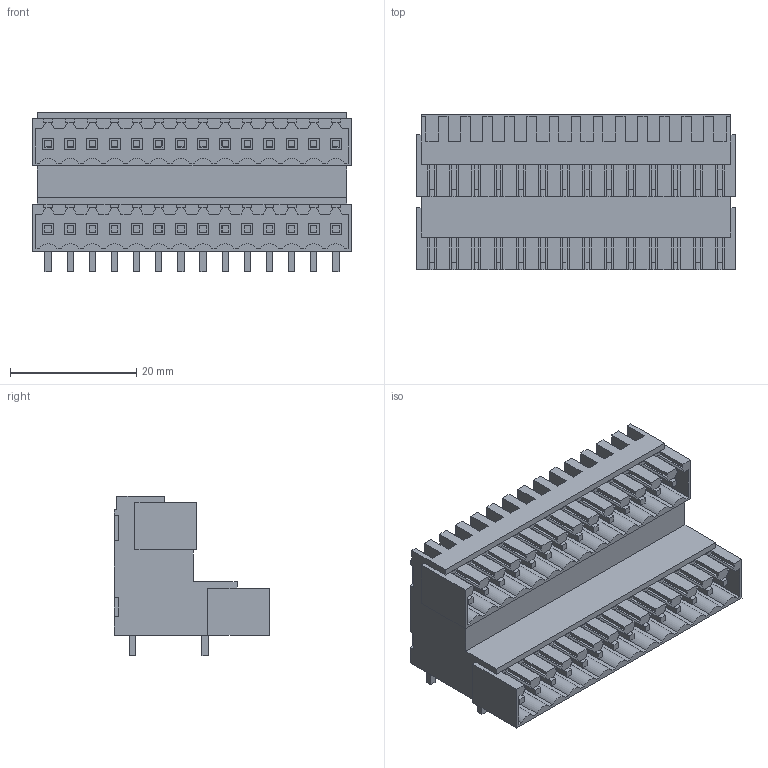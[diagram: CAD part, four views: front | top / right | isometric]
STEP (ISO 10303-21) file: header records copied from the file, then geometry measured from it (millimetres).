
FILE_DESCRIPTION(('CATIA V5 STEP Exchange','CAx-IF Rec.Pracs.--- Model Styling and Organization---1.4--- 2014-01-23'),'2;1');
FILE_NAME ('D1454179_2_1642300000_1642300000.stp','2022-07-29T06:03:14+00:00',('none'),('Weidmueller'),'CATIA Version 5-6 Release 2016 SP3 HF44','CATIA V5 STEP AP214','none');
FILE_SCHEMA(('AUTOMOTIVE_DESIGN { 1 0 10303 214 1 1 1 1 }'));
Length unit declared in the file: millimetre
Products named in the file (1): 1642300000
Bounding box: 50.4 x 24.55 x 25.2 mm (x, y, z)
Volume: 11393.2 mm3; surface area: 14456.2 mm2
Topology: 29 solids, 29 shells, 1521 faces, 4142 edges, 2734 vertices
Faces by surface type: plane 1381, cylinder 140
Entity records: 42833 total; most frequent: ORIENTED_EDGE 8284, CARTESIAN_POINT 7935, DIRECTION 5346, EDGE_CURVE 4142, VECTOR 3862, LINE 3862, VERTEX_POINT 2734, EDGE_LOOP 1632
